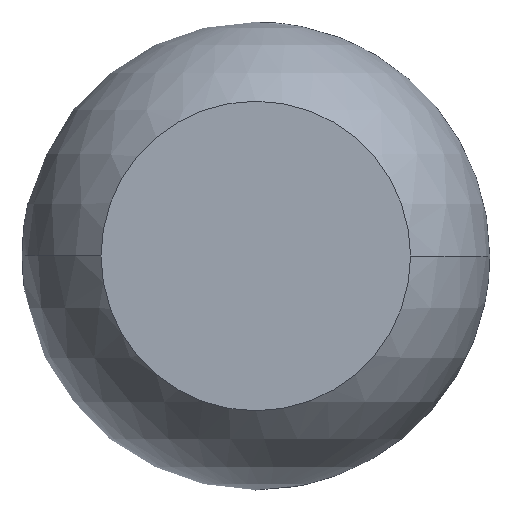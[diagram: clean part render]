
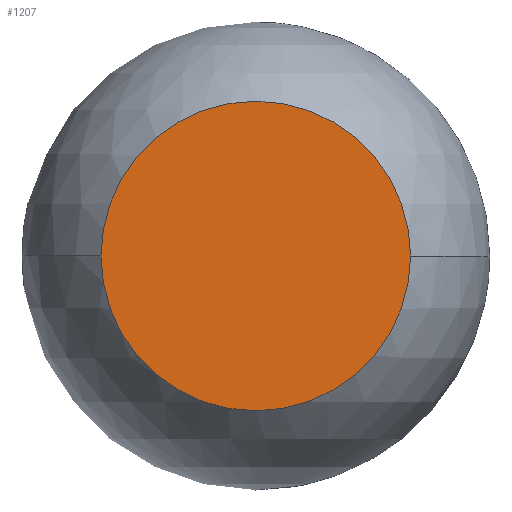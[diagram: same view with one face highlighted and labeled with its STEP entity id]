
A CAD part, front view. The second image highlights one B-rep face of the part: STEP entity #1207.
In plain terms, the highlighted planar face has unit normal (0, -1, 0).
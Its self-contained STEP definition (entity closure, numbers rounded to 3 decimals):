
#205 = CARTESIAN_POINT ( 'NONE',  ( 0., -60., 0. ) ) ;
#367 = DIRECTION ( 'NONE',  ( 0., 0., -1. ) ) ;
#440 = DIRECTION ( 'NONE',  ( 0., -1., 0. ) ) ;
#753 = CARTESIAN_POINT ( 'NONE',  ( 0., -60., 0. ) ) ;
#1207 = ADVANCED_FACE ( 'NONE', ( #2789 ), #3349, .T. ) ;
#1507 = ORIENTED_EDGE ( 'NONE', *, *, #2057, .T. ) ;
#1541 = CIRCLE ( 'NONE', #4199, 52.915 ) ;
#1577 = CARTESIAN_POINT ( 'NONE',  ( 52.915, -60., 0. ) ) ;
#1681 = DIRECTION ( 'NONE',  ( 0., -1., 0. ) ) ;
#1820 = EDGE_CURVE ( 'NONE', #2559, #4799, #1541, .T. ) ;
#2057 = EDGE_CURVE ( 'NONE', #4799, #2559, #4581, .T. ) ;
#2061 = CARTESIAN_POINT ( 'NONE',  ( 0., -60., 0. ) ) ;
#2314 = DIRECTION ( 'NONE',  ( 0., 0., -1. ) ) ;
#2461 = DIRECTION ( 'NONE',  ( 0., 0., -1. ) ) ;
#2559 = VERTEX_POINT ( 'NONE', #1577 ) ;
#2700 = AXIS2_PLACEMENT_3D ( 'NONE', #753, #1681, #367 ) ;
#2789 = FACE_OUTER_BOUND ( 'NONE', #2898, .T. ) ;
#2898 = EDGE_LOOP ( 'NONE', ( #3346, #1507 ) ) ;
#3055 = CARTESIAN_POINT ( 'NONE',  ( -52.915, -60., 0. ) ) ;
#3346 = ORIENTED_EDGE ( 'NONE', *, *, #1820, .T. ) ;
#3349 = PLANE ( 'NONE',  #4949 ) ;
#3907 = DIRECTION ( 'NONE',  ( 0., -1., 0. ) ) ;
#4199 = AXIS2_PLACEMENT_3D ( 'NONE', #205, #3907, #2314 ) ;
#4581 = CIRCLE ( 'NONE', #2700, 52.915 ) ;
#4799 = VERTEX_POINT ( 'NONE', #3055 ) ;
#4949 = AXIS2_PLACEMENT_3D ( 'NONE', #2061, #440, #2461 ) ;
